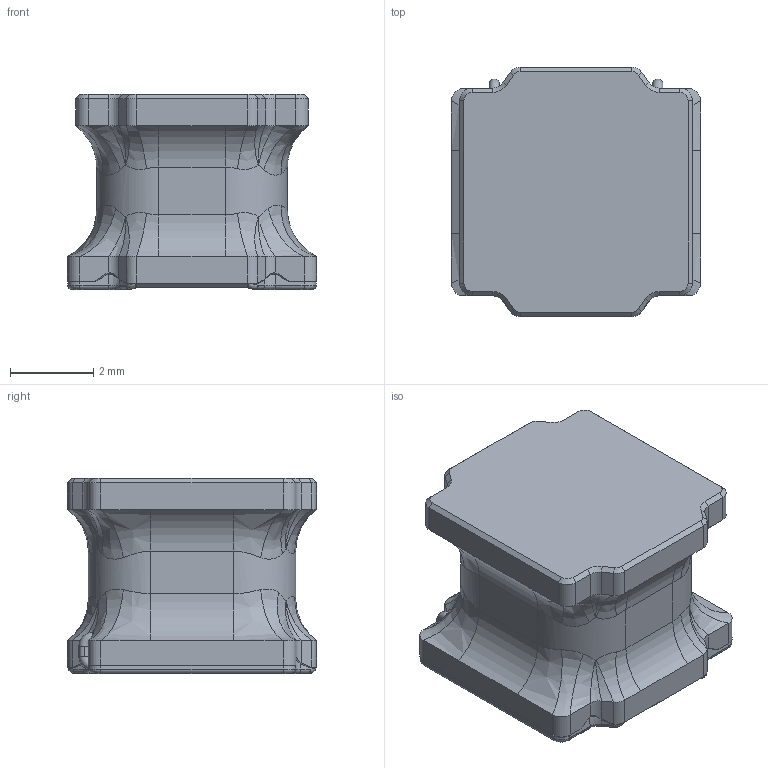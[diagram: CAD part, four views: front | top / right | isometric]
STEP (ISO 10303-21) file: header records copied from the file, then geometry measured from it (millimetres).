
FILE_DESCRIPTION (( 'STEP AP214' ), '1' );
FILE_NAME ('IND-SMD_L6.0-W6.0_ANR6045.STEP', '2025-11-20T02:38:24', ( '' ), ( '' ), 'SwSTEP 2.0', 'SolidWorks 2021', '' );
FILE_SCHEMA (( 'AUTOMOTIVE_DESIGN' ));
Length unit declared in the file: millimetre
Products named in the file (1): IND-SMD_L6.0-W6.0_ANR6045
Bounding box: 6 x 6 x 4.7 mm (x, y, z)
Volume: 122.1 mm3; surface area: 160.3 mm2
Topology: 1 solids, 1 shells, 501 faces, 1298 edges, 810 vertices
Faces by surface type: plane 200, bspline 178, cylinder 63, cone 42, torus 18
Entity records: 23371 total; most frequent: CARTESIAN_POINT 6978, ORIENTED_EDGE 2580, DIRECTION 1712, EDGE_CURVE 1290, VERTEX_POINT 810, LINE 680, VECTOR 680, EDGE_LOOP 520
